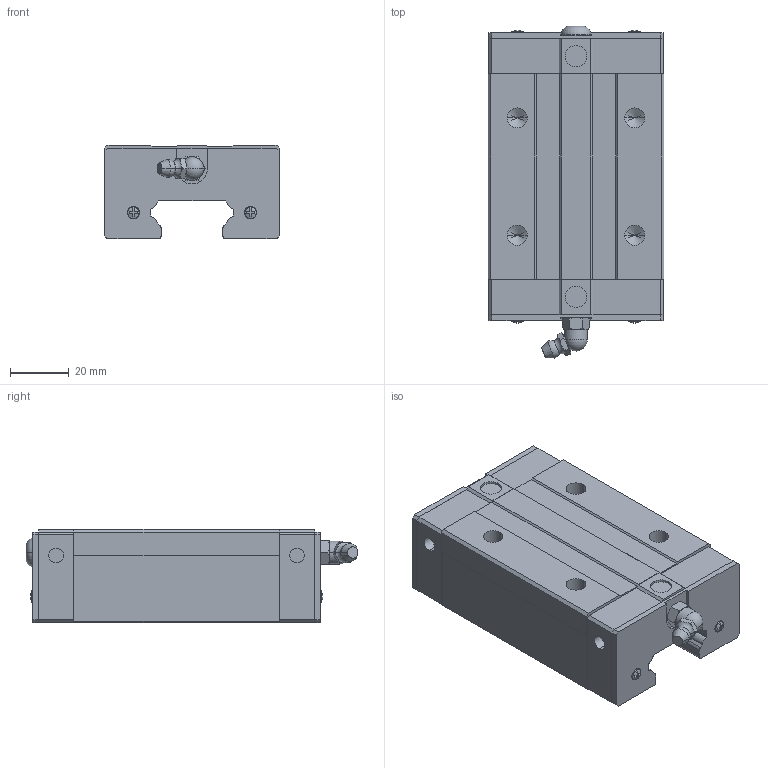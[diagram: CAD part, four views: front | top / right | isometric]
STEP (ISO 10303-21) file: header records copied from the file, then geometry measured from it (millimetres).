
FILE_DESCRIPTION(('STEP AP214'),'1');
FILE_NAME('cctmp_00C604DB-5B37-4C71-BEE7-566585FBCBB7_2020_5_13_10_48_2_818..stp','2020-05-13T08:48:03',('HIWIN GmbH'),('CADClick - www.CADClick.com'),'Spatial InterOp 3D',' ','unknown authorization');
FILE_SCHEMA(('AUTOMOTIVE_DESIGN'));
Length unit declared in the file: millimetre
Products named in the file (1): EGH30CAZ0H_FILE
Bounding box: 60 x 113.21 x 32 mm (x, y, z)
Volume: 151294.5 mm3; surface area: 26690.9 mm2
Topology: 1 solids, 5 shells, 342 faces, 890 edges, 568 vertices
Faces by surface type: plane 200, cylinder 76, cone 46, torus 18, sphere 2
Entity records: 13304 total; most frequent: CARTESIAN_POINT 2327, ORIENTED_EDGE 1760, DIRECTION 1670, EDGE_CURVE 880, VERTEX_POINT 568, AXIS2_PLACEMENT_3D 563, LINE 544, VECTOR 544
